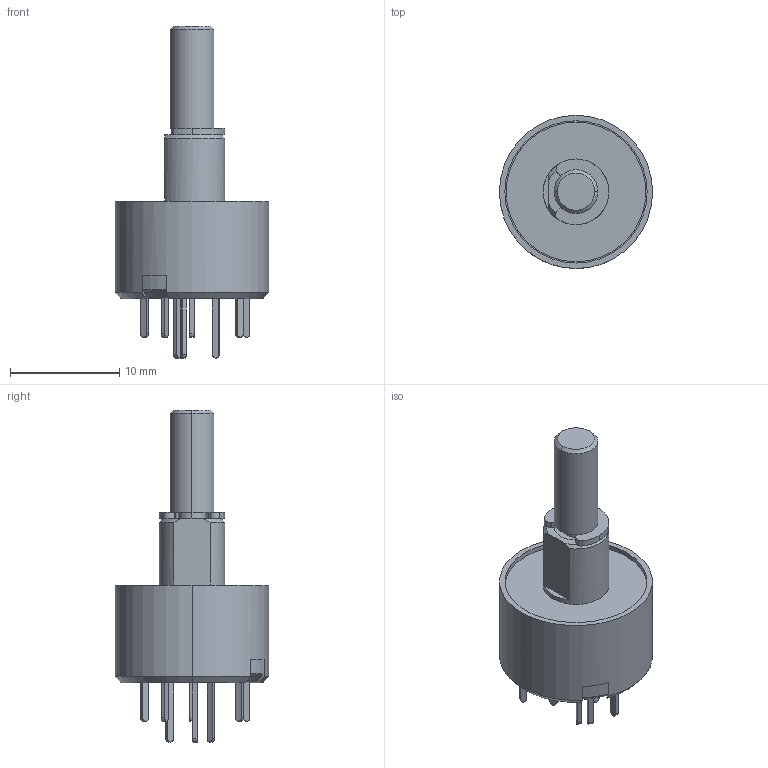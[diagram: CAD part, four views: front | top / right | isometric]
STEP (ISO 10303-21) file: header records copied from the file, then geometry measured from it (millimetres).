
FILE_DESCRIPTION (( 'STEP AP203' ), '1' );
FILE_NAME ('2ﾏ3ﾍ 13 IP48(40).STEP', '2020-09-07T00:35:34', ( '' ), ( '' ), 'SwSTEP 2.0', 'SolidWorks 2017', '' );
FILE_SCHEMA (( 'CONFIG_CONTROL_DESIGN' ));
Length unit declared in the file: millimetre
Products named in the file (20): ÌÏÍ3 10Ï âûâîä-oa7; ÔÈÌÄ-Ý.18.27 Óçåë ôèêñàöèè; �����_2�3�; 扻錪犩 諘瀁謺鍷; 2ﾏ3ﾍ 13 IP48(40); ÌÏÍ3 10Ï îñíîâàíèå; ÌÏÍ3 Êîíòàêò íà 180; 扻豵鵨; 匀棠.754175.002 暑朦鲱 箫腩蝽栩咫铄; ÌÏÍ3 ðîòîð 4Í; 櫻蠉錪2; ÌÏÍ3 Ïðóæèíêà Ô ïðÿìàÿ; ﾔﾈﾌﾄ-ﾝ.18.34 ﾂ琿_13
Assembly tree (18 placements, depth 3):
  2ﾏ3ﾍ 13 IP48(40)
    ÔÈÌÄ-Ý.18.27 Óçåë ôèêñàöèè
      扻豵鵨
      扻錪犩 諘瀁謺鍷
      匀棠.754175.002 暑朦鲱 箫腩蝽栩咫铄  x2
    �����_2�3�
      ÌÏÍ3 Êîíòàêò íà 180
      ÌÏÍ3 10Ï âûâîä-oa7
      ÌÏÍ3 10Ï îñíîâàíèå
      ÌÏÍ3 Êîíòàêò íà 180
      ÌÏÍ3 Êîíòàêò íà 180
      櫻蠉錪2
      ÌÏÍ3 10Ï âûâîä-oa7
      ÌÏÍ3 10Ï âûâîä-oa7
      ÌÏÍ3 10Ï âûâîä-oa7
      ÌÏÍ3 10Ï âûâîä-oa7
      ÌÏÍ3 10Ï âûâîä-oa7
    ﾔﾈﾌﾄ-ﾝ.18.34 ﾂ琿_13
  ÌÏÍ3 ðîòîð 4Í
  ÌÏÍ3 Ïðóæèíêà Ô ïðÿìàÿ
Bounding box: 14 x 14 x 30.35 mm (x, y, z)
Volume: 1051.9 mm3; surface area: 2535.8 mm2
Topology: 16 solids, 16 shells, 279 faces, 657 edges, 430 vertices
Faces by surface type: plane 158, cylinder 74, bspline 28, cone 19
Entity records: 10368 total; most frequent: CARTESIAN_POINT 1927, DIRECTION 1320, ORIENTED_EDGE 1298, EDGE_CURVE 649, AXIS2_PLACEMENT_3D 455, VERTEX_POINT 426, LINE 410, VECTOR 410
